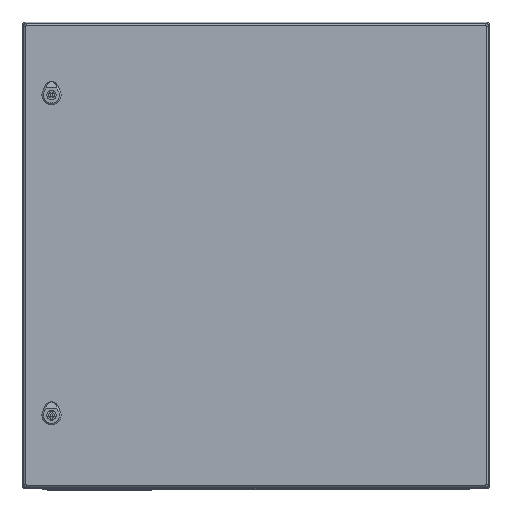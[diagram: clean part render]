
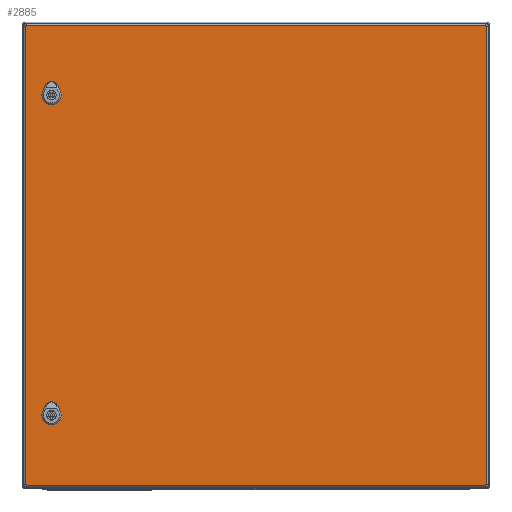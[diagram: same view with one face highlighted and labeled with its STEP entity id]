
A CAD part, top view. The second image highlights one B-rep face of the part: STEP entity #2885.
In plain terms, the highlighted face is planar.
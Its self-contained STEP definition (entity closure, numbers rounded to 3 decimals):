
#1623=FACE_BOUND('',#4414,.T.);
#1624=FACE_BOUND('',#4415,.T.);
#1625=FACE_BOUND('',#4416,.T.);
#2382=CIRCLE('',#12038,1.);
#2383=CIRCLE('',#12039,1.);
#2384=CIRCLE('',#12040,1.);
#2385=CIRCLE('',#12041,1.);
#2386=CIRCLE('',#12042,11.25);
#2387=CIRCLE('',#12043,11.25);
#2388=CIRCLE('',#12044,11.25);
#2389=CIRCLE('',#12045,11.25);
#2390=CIRCLE('',#12046,11.25);
#2391=CIRCLE('',#12047,11.25);
#2392=CIRCLE('',#12048,11.25);
#2393=CIRCLE('',#12049,11.25);
#2885=ADVANCED_FACE('',(#1623,#1624,#1625),#3223,.F.);
#3223=PLANE('',#12050);
#4414=EDGE_LOOP('',(#6274,#6275,#6276,#6277,#6278,#6279,#6280,#6281));
#4415=EDGE_LOOP('',(#6282,#6283,#6284,#6285,#6286,#6287,#6288,#6289));
#4416=EDGE_LOOP('',(#6290,#6291,#6292,#6293,#6294,#6295,#6296,#6297));
#6274=ORIENTED_EDGE('',*,*,#9300,.F.);
#6275=ORIENTED_EDGE('',*,*,#9301,.F.);
#6276=ORIENTED_EDGE('',*,*,#9302,.F.);
#6277=ORIENTED_EDGE('',*,*,#9303,.F.);
#6278=ORIENTED_EDGE('',*,*,#9304,.F.);
#6279=ORIENTED_EDGE('',*,*,#9305,.F.);
#6280=ORIENTED_EDGE('',*,*,#9306,.F.);
#6281=ORIENTED_EDGE('',*,*,#9307,.F.);
#6282=ORIENTED_EDGE('',*,*,#9308,.T.);
#6283=ORIENTED_EDGE('',*,*,#9309,.T.);
#6284=ORIENTED_EDGE('',*,*,#9310,.T.);
#6285=ORIENTED_EDGE('',*,*,#9311,.T.);
#6286=ORIENTED_EDGE('',*,*,#9312,.T.);
#6287=ORIENTED_EDGE('',*,*,#9313,.T.);
#6288=ORIENTED_EDGE('',*,*,#9314,.T.);
#6289=ORIENTED_EDGE('',*,*,#9315,.T.);
#6290=ORIENTED_EDGE('',*,*,#9316,.F.);
#6291=ORIENTED_EDGE('',*,*,#9317,.F.);
#6292=ORIENTED_EDGE('',*,*,#9318,.F.);
#6293=ORIENTED_EDGE('',*,*,#9319,.F.);
#6294=ORIENTED_EDGE('',*,*,#9320,.F.);
#6295=ORIENTED_EDGE('',*,*,#9321,.F.);
#6296=ORIENTED_EDGE('',*,*,#9322,.F.);
#6297=ORIENTED_EDGE('',*,*,#9323,.F.);
#8130=VERTEX_POINT('',#17781);
#8131=VERTEX_POINT('',#17782);
#8132=VERTEX_POINT('',#17784);
#8133=VERTEX_POINT('',#17786);
#8134=VERTEX_POINT('',#17788);
#8135=VERTEX_POINT('',#17790);
#8136=VERTEX_POINT('',#17792);
#8137=VERTEX_POINT('',#17794);
#8138=VERTEX_POINT('',#17797);
#8139=VERTEX_POINT('',#17798);
#8140=VERTEX_POINT('',#17800);
#8141=VERTEX_POINT('',#17802);
#8142=VERTEX_POINT('',#17804);
#8143=VERTEX_POINT('',#17806);
#8144=VERTEX_POINT('',#17808);
#8145=VERTEX_POINT('',#17810);
#8146=VERTEX_POINT('',#17813);
#8147=VERTEX_POINT('',#17814);
#8148=VERTEX_POINT('',#17816);
#8149=VERTEX_POINT('',#17818);
#8150=VERTEX_POINT('',#17820);
#8151=VERTEX_POINT('',#17822);
#8152=VERTEX_POINT('',#17824);
#8153=VERTEX_POINT('',#17826);
#9300=EDGE_CURVE('',#8130,#8131,#2382,.T.);
#9301=EDGE_CURVE('',#8132,#8130,#10220,.T.);
#9302=EDGE_CURVE('',#8133,#8132,#2383,.T.);
#9303=EDGE_CURVE('',#8134,#8133,#10221,.T.);
#9304=EDGE_CURVE('',#8135,#8134,#2384,.T.);
#9305=EDGE_CURVE('',#8136,#8135,#10222,.T.);
#9306=EDGE_CURVE('',#8137,#8136,#2385,.T.);
#9307=EDGE_CURVE('',#8131,#8137,#10223,.T.);
#9308=EDGE_CURVE('',#8138,#8139,#10224,.T.);
#9309=EDGE_CURVE('',#8139,#8140,#2386,.T.);
#9310=EDGE_CURVE('',#8140,#8141,#10225,.T.);
#9311=EDGE_CURVE('',#8141,#8142,#2387,.T.);
#9312=EDGE_CURVE('',#8142,#8143,#10226,.T.);
#9313=EDGE_CURVE('',#8143,#8144,#2388,.T.);
#9314=EDGE_CURVE('',#8144,#8145,#10227,.T.);
#9315=EDGE_CURVE('',#8145,#8138,#2389,.T.);
#9316=EDGE_CURVE('',#8146,#8147,#2390,.T.);
#9317=EDGE_CURVE('',#8148,#8146,#10228,.T.);
#9318=EDGE_CURVE('',#8149,#8148,#2391,.T.);
#9319=EDGE_CURVE('',#8150,#8149,#10229,.T.);
#9320=EDGE_CURVE('',#8151,#8150,#2392,.T.);
#9321=EDGE_CURVE('',#8152,#8151,#10230,.T.);
#9322=EDGE_CURVE('',#8153,#8152,#2393,.T.);
#9323=EDGE_CURVE('',#8147,#8153,#10231,.T.);
#10220=LINE('',#17783,#10956);
#10221=LINE('',#17787,#10957);
#10222=LINE('',#17791,#10958);
#10223=LINE('',#17795,#10959);
#10224=LINE('',#17796,#10960);
#10225=LINE('',#17801,#10961);
#10226=LINE('',#17805,#10962);
#10227=LINE('',#17809,#10963);
#10228=LINE('',#17815,#10964);
#10229=LINE('',#17819,#10965);
#10230=LINE('',#17823,#10966);
#10231=LINE('',#17827,#10967);
#10956=VECTOR('',#14410,1.);
#10957=VECTOR('',#14413,1.);
#10958=VECTOR('',#14416,1.);
#10959=VECTOR('',#14419,1.);
#10960=VECTOR('',#14420,1.);
#10961=VECTOR('',#14423,1.);
#10962=VECTOR('',#14426,1.);
#10963=VECTOR('',#14429,1.);
#10964=VECTOR('',#14434,1.);
#10965=VECTOR('',#14437,1.);
#10966=VECTOR('',#14440,1.);
#10967=VECTOR('',#14443,1.);
#12038=AXIS2_PLACEMENT_3D('',#17780,#14408,#14409);
#12039=AXIS2_PLACEMENT_3D('',#17785,#14411,#14412);
#12040=AXIS2_PLACEMENT_3D('',#17789,#14414,#14415);
#12041=AXIS2_PLACEMENT_3D('',#17793,#14417,#14418);
#12042=AXIS2_PLACEMENT_3D('',#17799,#14421,#14422);
#12043=AXIS2_PLACEMENT_3D('',#17803,#14424,#14425);
#12044=AXIS2_PLACEMENT_3D('',#17807,#14427,#14428);
#12045=AXIS2_PLACEMENT_3D('',#17811,#14430,#14431);
#12046=AXIS2_PLACEMENT_3D('',#17812,#14432,#14433);
#12047=AXIS2_PLACEMENT_3D('',#17817,#14435,#14436);
#12048=AXIS2_PLACEMENT_3D('',#17821,#14438,#14439);
#12049=AXIS2_PLACEMENT_3D('',#17825,#14441,#14442);
#12050=AXIS2_PLACEMENT_3D('',#17828,#14444,#14445);
#14408=DIRECTION('',(0.,0.,1.));
#14409=DIRECTION('',(1.,0.,0.));
#14410=DIRECTION('',(0.,-1.,0.));
#14411=DIRECTION('',(0.,0.,1.));
#14412=DIRECTION('',(1.,0.,0.));
#14413=DIRECTION('',(-1.,0.,0.));
#14414=DIRECTION('',(0.,0.,1.));
#14415=DIRECTION('',(1.,0.,0.));
#14416=DIRECTION('',(0.,1.,0.));
#14417=DIRECTION('',(0.,0.,1.));
#14418=DIRECTION('',(1.,0.,0.));
#14419=DIRECTION('',(1.,0.,0.));
#14420=DIRECTION('',(-1.,0.,0.));
#14421=DIRECTION('',(0.,0.,1.));
#14422=DIRECTION('',(1.,0.,0.));
#14423=DIRECTION('',(0.,-1.,0.));
#14424=DIRECTION('',(0.,0.,1.));
#14425=DIRECTION('',(1.,0.,0.));
#14426=DIRECTION('',(1.,0.,0.));
#14427=DIRECTION('',(0.,0.,1.));
#14428=DIRECTION('',(1.,0.,0.));
#14429=DIRECTION('',(0.,1.,0.));
#14430=DIRECTION('',(0.,0.,1.));
#14431=DIRECTION('',(1.,0.,0.));
#14432=DIRECTION('',(0.,0.,-1.));
#14433=DIRECTION('',(1.,0.,0.));
#14434=DIRECTION('',(-1.,0.,0.));
#14435=DIRECTION('',(0.,0.,-1.));
#14436=DIRECTION('',(1.,0.,0.));
#14437=DIRECTION('',(0.,-1.,0.));
#14438=DIRECTION('',(0.,0.,-1.));
#14439=DIRECTION('',(1.,0.,0.));
#14440=DIRECTION('',(1.,0.,0.));
#14441=DIRECTION('',(0.,0.,-1.));
#14442=DIRECTION('',(1.,0.,0.));
#14443=DIRECTION('',(0.,1.,0.));
#14444=DIRECTION('',(0.,0.,1.));
#14445=DIRECTION('',(1.,0.,0.));
#17780=CARTESIAN_POINT('',(-393.75,-393.,0.));
#17781=CARTESIAN_POINT('',(-394.75,-393.,0.));
#17782=CARTESIAN_POINT('',(-393.75,-394.,0.));
#17783=CARTESIAN_POINT('',(-394.75,393.,0.));
#17784=CARTESIAN_POINT('',(-394.75,393.,0.));
#17785=CARTESIAN_POINT('',(-393.75,393.,0.));
#17786=CARTESIAN_POINT('',(-393.75,394.,0.));
#17787=CARTESIAN_POINT('',(393.75,394.,0.));
#17788=CARTESIAN_POINT('',(393.75,394.,0.));
#17789=CARTESIAN_POINT('',(393.75,393.,0.));
#17790=CARTESIAN_POINT('',(394.75,393.,0.));
#17791=CARTESIAN_POINT('',(394.75,-393.,0.));
#17792=CARTESIAN_POINT('',(394.75,-393.,0.));
#17793=CARTESIAN_POINT('',(393.75,-393.,0.));
#17794=CARTESIAN_POINT('',(393.75,-394.,0.));
#17795=CARTESIAN_POINT('',(-393.75,-394.,0.));
#17796=CARTESIAN_POINT('',(-393.75,284.7,0.));
#17797=CARTESIAN_POINT('',(355.496,284.7,0.));
#17798=CARTESIAN_POINT('',(346.004,284.7,0.));
#17799=CARTESIAN_POINT('',(350.75,274.5,0.));
#17800=CARTESIAN_POINT('',(340.55,279.246,0.));
#17801=CARTESIAN_POINT('',(340.55,393.,0.));
#17802=CARTESIAN_POINT('',(340.55,269.754,0.));
#17803=CARTESIAN_POINT('',(350.75,274.5,0.));
#17804=CARTESIAN_POINT('',(346.004,264.3,0.));
#17805=CARTESIAN_POINT('',(-393.75,264.3,0.));
#17806=CARTESIAN_POINT('',(355.496,264.3,0.));
#17807=CARTESIAN_POINT('',(350.75,274.5,0.));
#17808=CARTESIAN_POINT('',(360.95,269.754,0.));
#17809=CARTESIAN_POINT('',(360.95,393.,0.));
#17810=CARTESIAN_POINT('',(360.95,279.246,0.));
#17811=CARTESIAN_POINT('',(350.75,274.5,0.));
#17812=CARTESIAN_POINT('',(350.75,-274.5,0.));
#17813=CARTESIAN_POINT('',(346.004,-284.7,0.));
#17814=CARTESIAN_POINT('',(340.55,-279.246,0.));
#17815=CARTESIAN_POINT('',(-393.75,-284.7,0.));
#17816=CARTESIAN_POINT('',(355.496,-284.7,0.));
#17817=CARTESIAN_POINT('',(350.75,-274.5,0.));
#17818=CARTESIAN_POINT('',(360.95,-279.246,0.));
#17819=CARTESIAN_POINT('',(360.95,393.,0.));
#17820=CARTESIAN_POINT('',(360.95,-269.754,0.));
#17821=CARTESIAN_POINT('',(350.75,-274.5,0.));
#17822=CARTESIAN_POINT('',(355.496,-264.3,0.));
#17823=CARTESIAN_POINT('',(-393.75,-264.3,0.));
#17824=CARTESIAN_POINT('',(346.004,-264.3,0.));
#17825=CARTESIAN_POINT('',(350.75,-274.5,0.));
#17826=CARTESIAN_POINT('',(340.55,-269.754,0.));
#17827=CARTESIAN_POINT('',(340.55,393.,0.));
#17828=CARTESIAN_POINT('',(-393.75,393.,0.));
